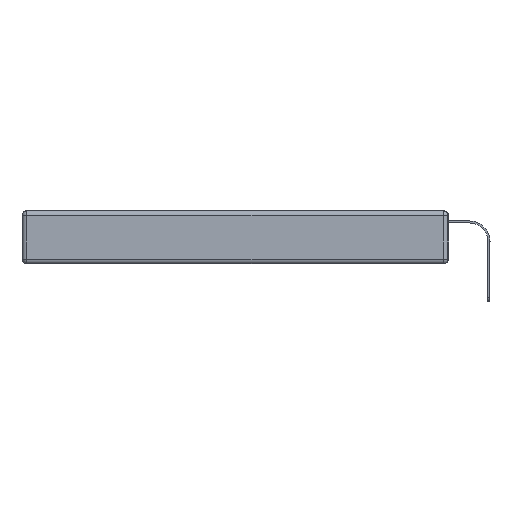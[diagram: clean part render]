
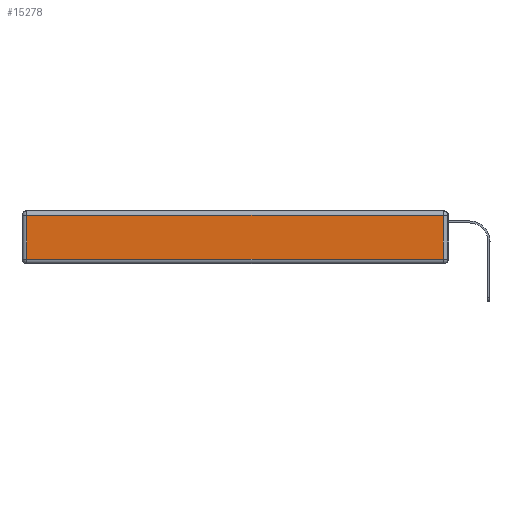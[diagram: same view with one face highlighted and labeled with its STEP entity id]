
A CAD part, left-side view. The second image highlights one B-rep face of the part: STEP entity #15278.
In plain terms, the highlighted planar face has unit normal (-1, 0, 0).
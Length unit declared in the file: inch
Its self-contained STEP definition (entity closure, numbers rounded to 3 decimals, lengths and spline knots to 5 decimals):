
#32 = EDGE_CURVE ( 'NONE', #3735, #5375, #22855, .T. ) ;
#726 = CARTESIAN_POINT ( 'NONE',  ( 0., 2.72, -0.343 ) ) ;
#770 = EDGE_CURVE ( 'NONE', #17629, #3735, #18722, .T. ) ;
#1780 = LINE ( 'NONE', #12070, #3594 ) ;
#2005 = EDGE_CURVE ( 'NONE', #5375, #26150, #1780, .T. ) ;
#2418 = ORIENTED_EDGE ( 'NONE', *, *, #25709, .T. ) ;
#3298 = DIRECTION ( 'NONE',  ( 0., 1., 0. ) ) ;
#3304 = DIRECTION ( 'NONE',  ( -1., 0., 0. ) ) ;
#3558 = ORIENTED_EDGE ( 'NONE', *, *, #32, .T. ) ;
#3594 = VECTOR ( 'NONE', #20213, 39.37008 ) ;
#3735 = VERTEX_POINT ( 'NONE', #19596 ) ;
#5146 = ORIENTED_EDGE ( 'NONE', *, *, #770, .T. ) ;
#5375 = VERTEX_POINT ( 'NONE', #7236 ) ;
#6736 = CARTESIAN_POINT ( 'NONE',  ( 0., 0.03, -0.03 ) ) ;
#7236 = CARTESIAN_POINT ( 'NONE',  ( 0., 0.03, -0.313 ) ) ;
#8193 = VECTOR ( 'NONE', #8845, 39.37008 ) ;
#8845 = DIRECTION ( 'NONE',  ( 0., 0., -1. ) ) ;
#12070 = CARTESIAN_POINT ( 'NONE',  ( 0., 0.03, -0.343 ) ) ;
#14158 = DIRECTION ( 'NONE',  ( 0., -1., 0. ) ) ;
#15278 = ADVANCED_FACE ( 'NONE', ( #19715 ), #19576, .T. ) ;
#17629 = VERTEX_POINT ( 'NONE', #19479 ) ;
#18722 = LINE ( 'NONE', #726, #8193 ) ;
#18911 = EDGE_LOOP ( 'NONE', ( #3558, #25927, #2418, #5146 ) ) ;
#19479 = CARTESIAN_POINT ( 'NONE',  ( 0., 2.72, -0.03 ) ) ;
#19576 = PLANE ( 'NONE',  #23655 ) ;
#19596 = CARTESIAN_POINT ( 'NONE',  ( 0., 2.72, -0.313 ) ) ;
#19715 = FACE_OUTER_BOUND ( 'NONE', #18911, .T. ) ;
#20213 = DIRECTION ( 'NONE',  ( 0., 0., 1. ) ) ;
#20590 = VECTOR ( 'NONE', #14158, 39.37008 ) ;
#21339 = LINE ( 'NONE', #25219, #26084 ) ;
#22030 = CARTESIAN_POINT ( 'NONE',  ( 0., 0., -0.343 ) ) ;
#22724 = CARTESIAN_POINT ( 'NONE',  ( 0., 0., -0.313 ) ) ;
#22855 = LINE ( 'NONE', #22724, #20590 ) ;
#23655 = AXIS2_PLACEMENT_3D ( 'NONE', #22030, #3304, #24028 ) ;
#24028 = DIRECTION ( 'NONE',  ( 0., 0., 1. ) ) ;
#25219 = CARTESIAN_POINT ( 'NONE',  ( 0., 2.75, -0.03 ) ) ;
#25709 = EDGE_CURVE ( 'NONE', #26150, #17629, #21339, .T. ) ;
#25927 = ORIENTED_EDGE ( 'NONE', *, *, #2005, .T. ) ;
#26084 = VECTOR ( 'NONE', #3298, 39.37008 ) ;
#26150 = VERTEX_POINT ( 'NONE', #6736 ) ;
